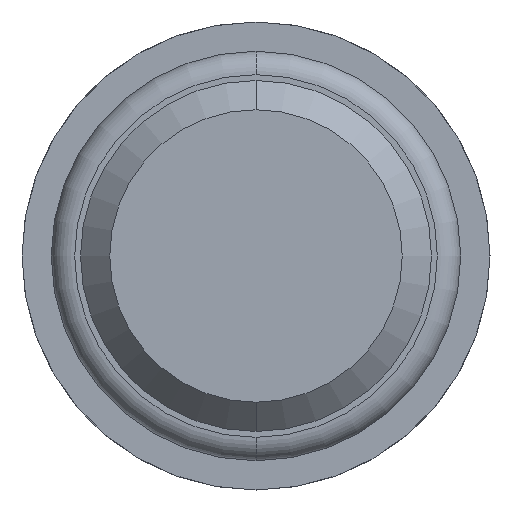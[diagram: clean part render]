
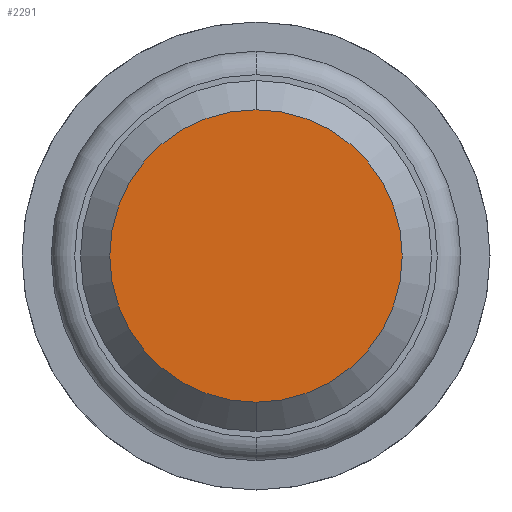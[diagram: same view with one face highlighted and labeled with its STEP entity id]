
A CAD part, front view. The second image highlights one B-rep face of the part: STEP entity #2291.
In plain terms, the highlighted planar face has unit normal (0, -1, 0).
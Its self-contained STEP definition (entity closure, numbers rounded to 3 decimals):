
#473 = EDGE_CURVE ( 'Defeature ausgef�hrt3_4+Defeature ausgef�hrt3_3+Defeature ausgef�hrt3_3+Defeature ausgef�hrt3_3', #690, #1189, #1090, .T. ) ;
#690 = VERTEX_POINT ( 'NONE', #1179 ) ;
#797 = EDGE_LOOP ( 'NONE', ( #1381, #3222 ) ) ;
#902 = DIRECTION ( 'NONE',  ( 0., 0., 1. ) ) ;
#939 = CARTESIAN_POINT ( 'NONE',  ( 0., -34.6, -1.25 ) ) ;
#1090 = CIRCLE ( 'NONE', #2136, 1.25 ) ;
#1161 = EDGE_CURVE ( 'Defeature ausgef�hrt3_4+Defeature ausgef�hrt3_3+Defeature ausgef�hrt3_3+Defeature ausgef�hrt3_3', #1189, #690, #2110, .T. ) ;
#1179 = CARTESIAN_POINT ( 'NONE',  ( 0., -34.6, 1.25 ) ) ;
#1189 = VERTEX_POINT ( 'NONE', #939 ) ;
#1206 = PLANE ( 'NONE',  #2681 ) ;
#1381 = ORIENTED_EDGE ( 'NONE', *, *, #473, .T. ) ;
#1974 = DIRECTION ( 'NONE',  ( 0., -1., 0. ) ) ;
#2046 = FACE_OUTER_BOUND ( 'NONE', #797, .T. ) ;
#2110 = CIRCLE ( 'NONE', #3133, 1.25 ) ;
#2136 = AXIS2_PLACEMENT_3D ( 'NONE', #3448, #3428, #2725 ) ;
#2232 = CARTESIAN_POINT ( 'NONE',  ( 0., -34.6, 0. ) ) ;
#2291 = ADVANCED_FACE ( 'Defeature ausgef�hrt3_4', ( #2046 ), #1206, .F. ) ;
#2681 = AXIS2_PLACEMENT_3D ( 'NONE', #2232, #2907, #902 ) ;
#2725 = DIRECTION ( 'NONE',  ( 0., 0., 1. ) ) ;
#2907 = DIRECTION ( 'NONE',  ( 0., 1., 0. ) ) ;
#3133 = AXIS2_PLACEMENT_3D ( 'NONE', #4319, #1974, #4053 ) ;
#3222 = ORIENTED_EDGE ( 'NONE', *, *, #1161, .T. ) ;
#3428 = DIRECTION ( 'NONE',  ( 0., -1., 0. ) ) ;
#3448 = CARTESIAN_POINT ( 'NONE',  ( 0., -34.6, 0. ) ) ;
#4053 = DIRECTION ( 'NONE',  ( 0., 0., 1. ) ) ;
#4319 = CARTESIAN_POINT ( 'NONE',  ( 0., -34.6, 0. ) ) ;
